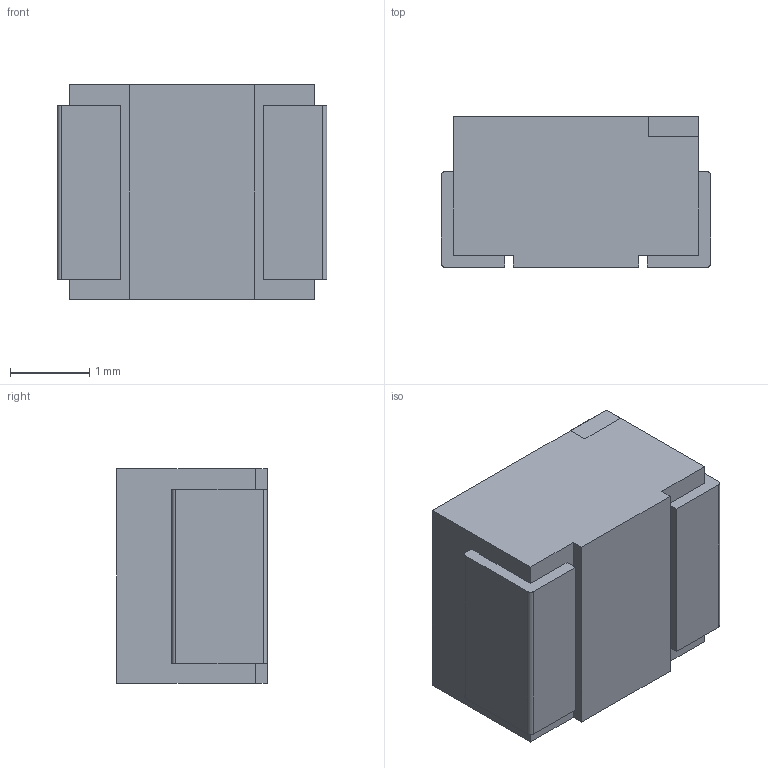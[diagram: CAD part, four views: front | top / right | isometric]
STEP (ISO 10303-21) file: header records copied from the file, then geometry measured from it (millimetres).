
FILE_DESCRIPTION (( 'STEP AP203' ), '1' );
FILE_NAME ('VAOL-S2YP4.STEP', '2017-10-02T15:09:22', ( '' ), ( '' ), 'SwSTEP 2.0', 'SolidWorks 2016', '' );
FILE_SCHEMA (( 'CONFIG_CONTROL_DESIGN' ));
Length unit declared in the file: inch
Products named in the file (1): VAOL-S2YP4
Bounding box: 3.4 x 1.9 x 2.7 mm (x, y, z)
Volume: 17.4 mm3; surface area: 69.1 mm2
Topology: 4 solids, 4 shells, 39 faces, 93 edges, 62 vertices
Faces by surface type: plane 35, cylinder 4
Entity records: 1188 total; most frequent: CARTESIAN_POINT 195, ORIENTED_EDGE 186, DIRECTION 181, EDGE_CURVE 93, VECTOR 85, LINE 85, VERTEX_POINT 62, AXIS2_PLACEMENT_3D 48
